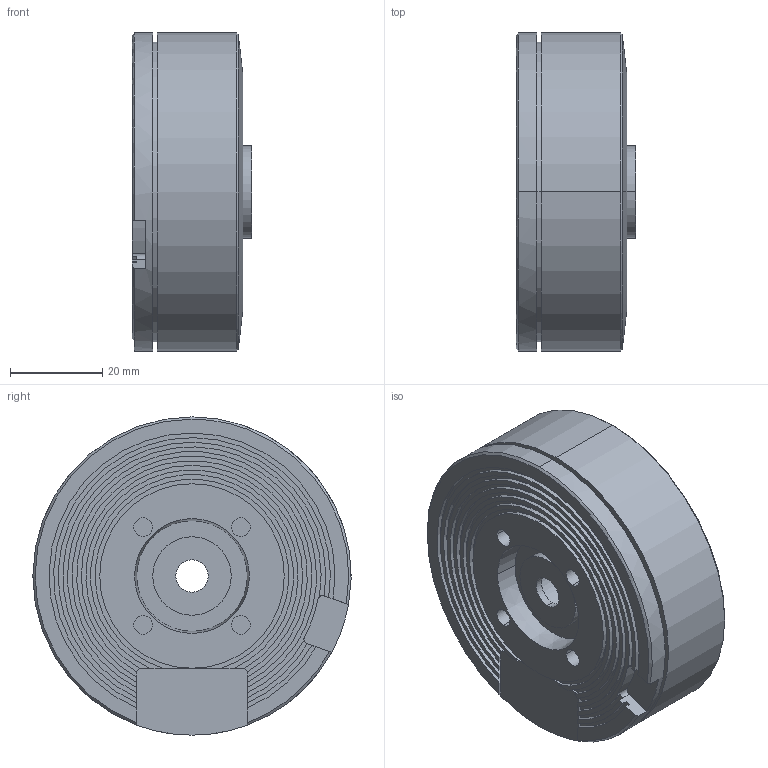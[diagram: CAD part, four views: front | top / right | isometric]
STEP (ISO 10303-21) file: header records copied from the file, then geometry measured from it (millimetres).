
FILE_DESCRIPTION((''),'2;1');
FILE_NAME('R60-X','2020-09-27T',('Administrator'),(''),'PRO/ENGINEER BY PARAMETRIC TECHNOLOGY CORPORATION, 2013040','PRO/ENGINEER BY PARAMETRIC TECHNOLOGY CORPORATION, 2013040','');
FILE_SCHEMA(('CONFIG_CONTROL_DESIGN'));
Length unit declared in the file: millimetre
Products named in the file (1): R60-X
Bounding box: 26 x 69 x 69 mm (x, y, z)
Volume: 83132.4 mm3; surface area: 16672.9 mm2
Topology: 1 solids, 1 shells, 134 faces, 315 edges, 200 vertices
Faces by surface type: cylinder 64, plane 60, cone 10
Entity records: 3917 total; most frequent: DIRECTION 727, CARTESIAN_POINT 665, ORIENTED_EDGE 630, EDGE_CURVE 315, AXIS2_PLACEMENT_3D 282, VERTEX_POINT 200, VECTOR 163, LINE 163
